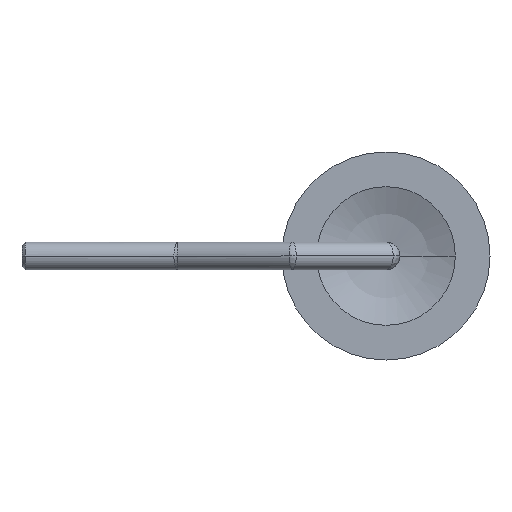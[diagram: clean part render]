
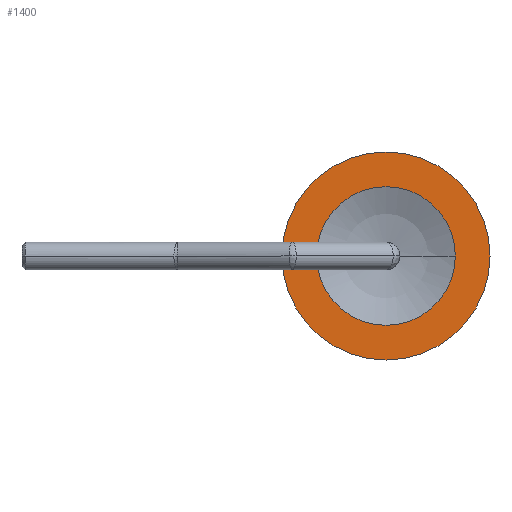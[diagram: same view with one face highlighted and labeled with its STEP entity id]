
A CAD part, left-side view. The second image highlights one B-rep face of the part: STEP entity #1400.
In plain terms, the highlighted planar face has unit normal (-1, 0, 0).
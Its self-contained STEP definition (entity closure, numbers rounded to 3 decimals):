
#1=CARTESIAN_POINT('',(-4.25,0.,0.));
#2=DIRECTION('',(-1.,0.,0.));
#3=DIRECTION('',(0.,1.,0.));
#4=AXIS2_PLACEMENT_3D('',#1,#2,#3);
#6=CARTESIAN_POINT('',(-4.25,0.,0.));
#7=DIRECTION('',(1.,0.,0.));
#8=DIRECTION('',(0.,1.,0.));
#9=AXIS2_PLACEMENT_3D('',#6,#7,#8);
#500=CARTESIAN_POINT('',(-4.25,0.,0.));
#501=DIRECTION('',(-1.,0.,0.));
#502=DIRECTION('',(0.,1.,0.));
#503=AXIS2_PLACEMENT_3D('',#500,#501,#502);
#515=CARTESIAN_POINT('',(-4.25,0.,0.));
#516=DIRECTION('',(1.,0.,0.));
#517=DIRECTION('',(0.,1.,0.));
#518=AXIS2_PLACEMENT_3D('',#515,#516,#517);
#1221=CARTESIAN_POINT('',(-4.25,3.,0.));
#1222=CARTESIAN_POINT('',(-4.25,-3.,0.));
#1223=VERTEX_POINT('',#1221);
#1224=VERTEX_POINT('',#1222);
#1225=CARTESIAN_POINT('',(-4.25,2.,0.));
#1226=CARTESIAN_POINT('',(-4.25,-2.,0.));
#1227=VERTEX_POINT('',#1225);
#1228=VERTEX_POINT('',#1226);
#1383=CARTESIAN_POINT('',(-4.25,0.,0.));
#1384=DIRECTION('',(-1.,0.,0.));
#1385=DIRECTION('',(0.,1.,0.));
#1386=AXIS2_PLACEMENT_3D('',#1383,#1384,#1385);
#1387=PLANE('',#1386);
#1389=ORIENTED_EDGE('',*,*,#1388,.F.);
#1391=ORIENTED_EDGE('',*,*,#1390,.T.);
#1392=EDGE_LOOP('',(#1389,#1391));
#1393=FACE_OUTER_BOUND('',#1392,.F.);
#1395=ORIENTED_EDGE('',*,*,#1394,.F.);
#1397=ORIENTED_EDGE('',*,*,#1396,.T.);
#1398=EDGE_LOOP('',(#1395,#1397));
#1399=FACE_BOUND('',#1398,.F.);
#5=CIRCLE('',#4,3.);
#10=CIRCLE('',#9,3.);
#504=CIRCLE('',#503,2.);
#519=CIRCLE('',#518,2.);
#1388=EDGE_CURVE('',#1223,#1224,#5,.T.);
#1390=EDGE_CURVE('',#1223,#1224,#10,.T.);
#1394=EDGE_CURVE('',#1227,#1228,#519,.T.);
#1396=EDGE_CURVE('',#1227,#1228,#504,.T.);
#1400=ADVANCED_FACE('',(#1393,#1399),#1387,.T.);
